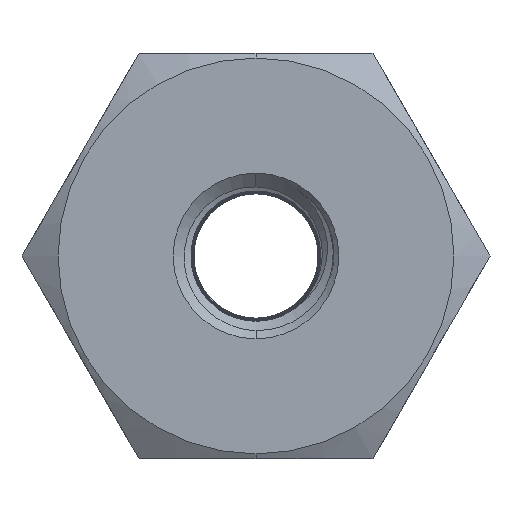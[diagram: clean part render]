
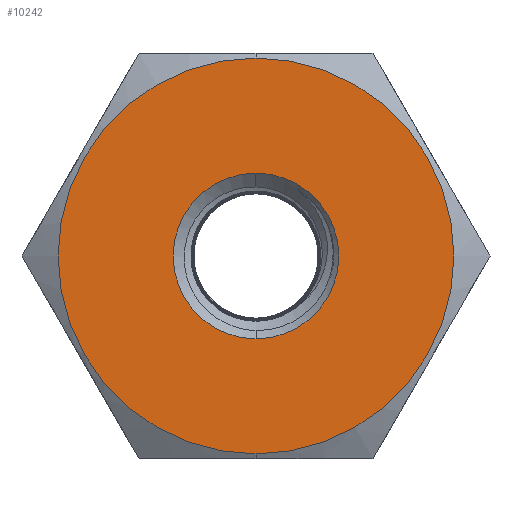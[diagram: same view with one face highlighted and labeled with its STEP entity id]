
A CAD part, left-side view. The second image highlights one B-rep face of the part: STEP entity #10242.
In plain terms, the highlighted planar face has unit normal (-1, 0, 0).
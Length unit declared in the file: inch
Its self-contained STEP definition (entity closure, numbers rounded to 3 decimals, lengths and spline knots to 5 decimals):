
#343 = ORIENTED_EDGE ( 'NONE', *, *, #1813, .T. ) ;
#653 = VERTEX_POINT ( 'NONE', #6003 ) ;
#1044 = EDGE_CURVE ( 'NONE', #10740, #5223, #8413, .T. ) ;
#1749 = CARTESIAN_POINT ( 'NONE',  ( 0., 0., 0. ) ) ;
#1765 = DIRECTION ( 'NONE',  ( -1., 0., 0. ) ) ;
#1813 = EDGE_CURVE ( 'NONE', #5295, #653, #14862, .T. ) ;
#2562 = EDGE_CURVE ( 'NONE', #653, #5295, #15050, .T. ) ;
#2620 = ORIENTED_EDGE ( 'NONE', *, *, #1044, .F. ) ;
#3052 = AXIS2_PLACEMENT_3D ( 'NONE', #1749, #9472, #9649 ) ;
#3156 = DIRECTION ( 'NONE',  ( -1., 0., 0. ) ) ;
#4282 = DIRECTION ( 'NONE',  ( 0., 0., 1. ) ) ;
#4545 = CARTESIAN_POINT ( 'NONE',  ( 0., 0., 0. ) ) ;
#5067 = AXIS2_PLACEMENT_3D ( 'NONE', #14192, #1765, #4282 ) ;
#5223 = VERTEX_POINT ( 'NONE', #13882 ) ;
#5295 = VERTEX_POINT ( 'NONE', #11239 ) ;
#5599 = DIRECTION ( 'NONE',  ( 0., 0., 1. ) ) ;
#5731 = AXIS2_PLACEMENT_3D ( 'NONE', #14684, #9566, #12105 ) ;
#5952 = AXIS2_PLACEMENT_3D ( 'NONE', #6829, #3156, #5599 ) ;
#6003 = CARTESIAN_POINT ( 'NONE',  ( 0., 0., 0.67125 ) ) ;
#6829 = CARTESIAN_POINT ( 'NONE',  ( 0., 0., 0. ) ) ;
#7674 = FACE_OUTER_BOUND ( 'NONE', #15038, .T. ) ;
#8413 = CIRCLE ( 'NONE', #5952, 0.281 ) ;
#8885 = AXIS2_PLACEMENT_3D ( 'NONE', #4545, #13477, #16222 ) ;
#9092 = ORIENTED_EDGE ( 'NONE', *, *, #11732, .F. ) ;
#9472 = DIRECTION ( 'NONE',  ( 1., 0., 0. ) ) ;
#9566 = DIRECTION ( 'NONE',  ( -1., 0., 0. ) ) ;
#9594 = PLANE ( 'NONE',  #3052 ) ;
#9649 = DIRECTION ( 'NONE',  ( 0., 0., -1. ) ) ;
#10242 = ADVANCED_FACE ( 'NONE', ( #7674, #14130 ), #9594, .F. ) ;
#10740 = VERTEX_POINT ( 'NONE', #15583 ) ;
#11239 = CARTESIAN_POINT ( 'NONE',  ( 0., 0., -0.67125 ) ) ;
#11732 = EDGE_CURVE ( 'NONE', #5223, #10740, #16741, .T. ) ;
#12105 = DIRECTION ( 'NONE',  ( 0., 0., 1. ) ) ;
#12601 = ORIENTED_EDGE ( 'NONE', *, *, #2562, .T. ) ;
#13477 = DIRECTION ( 'NONE',  ( -1., 0., 0. ) ) ;
#13882 = CARTESIAN_POINT ( 'NONE',  ( 0., 0., -0.281 ) ) ;
#14130 = FACE_BOUND ( 'NONE', #15045, .T. ) ;
#14192 = CARTESIAN_POINT ( 'NONE',  ( 0., 0., 0. ) ) ;
#14684 = CARTESIAN_POINT ( 'NONE',  ( 0., 0., 0. ) ) ;
#14862 = CIRCLE ( 'NONE', #5067, 0.67125 ) ;
#15038 = EDGE_LOOP ( 'NONE', ( #343, #12601 ) ) ;
#15045 = EDGE_LOOP ( 'NONE', ( #2620, #9092 ) ) ;
#15050 = CIRCLE ( 'NONE', #5731, 0.67125 ) ;
#15583 = CARTESIAN_POINT ( 'NONE',  ( 0., 0., 0.281 ) ) ;
#16222 = DIRECTION ( 'NONE',  ( 0., 0., 1. ) ) ;
#16741 = CIRCLE ( 'NONE', #8885, 0.281 ) ;
